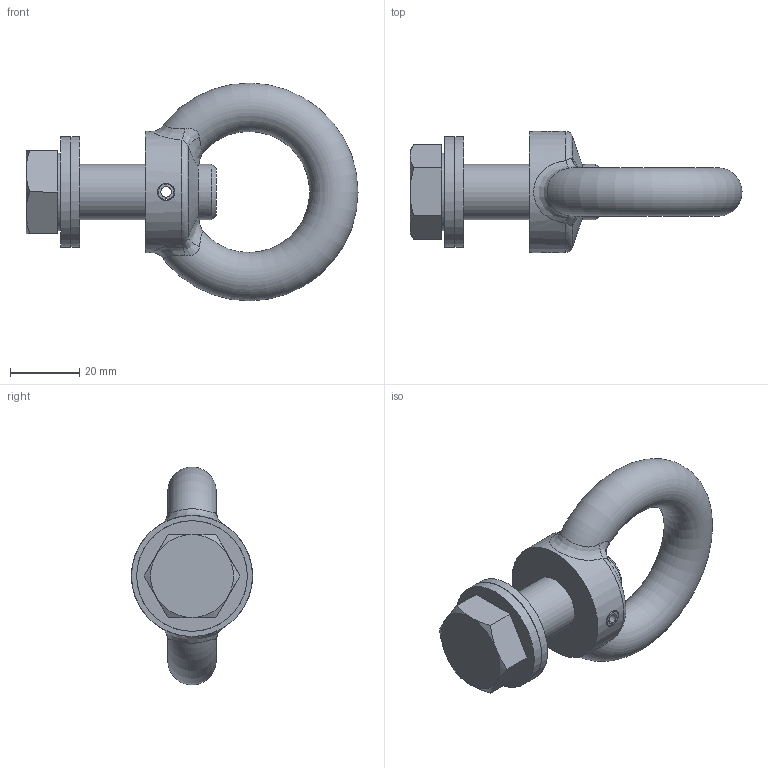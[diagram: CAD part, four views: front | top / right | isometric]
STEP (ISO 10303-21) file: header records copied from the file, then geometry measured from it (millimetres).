
FILE_DESCRIPTION(/* description */ ('Anneau M16 CE'),/* implementation_level */ '2;1');
FILE_NAME(/* name */ '8831.stp',/* time_stamp */ '2019-08-05T09:42:23+02:00',/* author */ ('DOMINIQUE'),/* organization */ (''),/* preprocessor_version */ 'ST-DEVELOPER v17.2',/* originating_system */ 'Autodesk Inventor 2019',/* authorisation */ '');
FILE_SCHEMA (('AUTOMOTIVE_DESIGN { 1 0 10303 214 3 1 1 }'));
Length unit declared in the file: millimetre
Products named in the file (1): 8831
Bounding box: 96 x 35 x 62.99 mm (x, y, z)
Volume: 45755.8 mm3; surface area: 14374.2 mm2
Topology: 2 solids, 2 shells, 51 faces, 126 edges, 82 vertices
Faces by surface type: plane 19, cone 11, cylinder 10, bspline 8, torus 3
Full cylindrical faces by diameter (mm): 5 x1, 16 x2, 16.5 x1, 17 x1, 22.49 x1, 32 x2, 35 x1
Entity records: 2100 total; most frequent: CARTESIAN_POINT 807, ORIENTED_EDGE 252, DIRECTION 231, EDGE_CURVE 126, AXIS2_PLACEMENT_3D 98, VERTEX_POINT 82, EDGE_LOOP 60, CIRCLE 54
